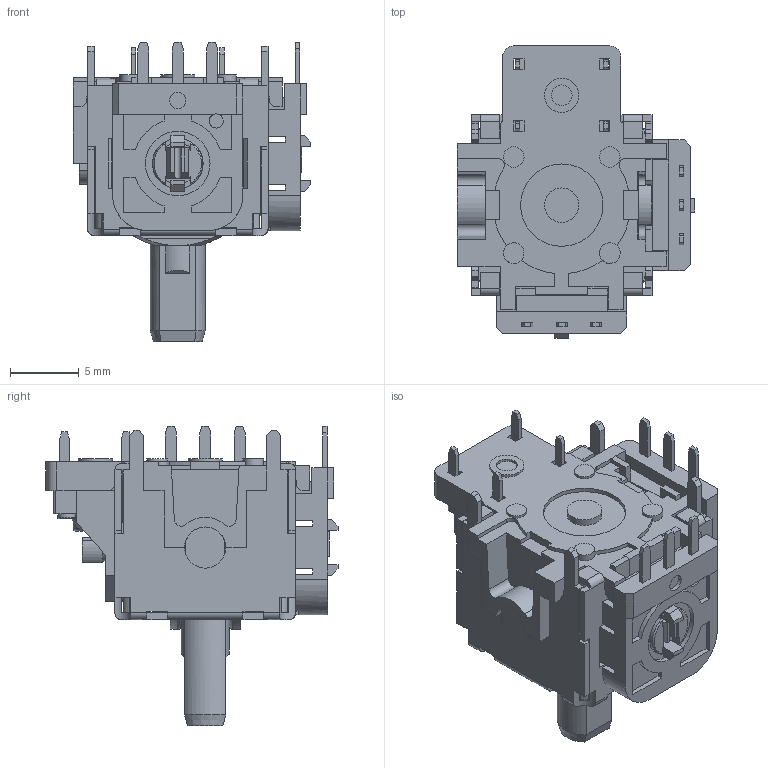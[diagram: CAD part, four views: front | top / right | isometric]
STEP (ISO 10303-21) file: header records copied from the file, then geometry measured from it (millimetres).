
FILE_DESCRIPTION(/* description */ ('STEP AP214'),/* implementation_level */ '2;1');
FILE_NAME(/* name */ 'THB001P',/* time_stamp */ '2023-08-03T20:51:40+02:00',/* author */ ('License CC BY-ND 4.0'),/* organization */ ('CADENAS'),/* preprocessor_version */ 'ST-DEVELOPER v19.3',/* originating_system */ 'PARTsolutions',/* authorisation */ ' ');
FILE_SCHEMA (('AUTOMOTIVE_DESIGN {1 0 10303 214 3 1 1}'));
Length unit declared in the file: millimetre
Products named in the file (9): THB001P; THB001P_PART8; THB001P_PART7; THB001P_PART6; THB001P_PART5; THB001P_PART4; THB001P_PART3; THB001P_PART2; THB001P_PART1
Assembly tree (8 placements, depth 2):
  THB001P
    THB001P_PART8
    THB001P_PART7
    THB001P_PART6
    THB001P_PART5
    THB001P_PART4
    THB001P_PART3
    THB001P_PART2
    THB001P_PART1
Bounding box: 17.27 x 21.27 x 21.85 mm (x, y, z)
Volume: 2132.9 mm3; surface area: 3416.4 mm2
Topology: 8 solids, 8 shells, 1109 faces, 3301 edges, 2149 vertices
Faces by surface type: plane 857, cylinder 181, bspline 28, torus 20, cone 17, sphere 6
Full cylindrical faces by diameter (mm): 0.75 x4, 0.8 x4, 1 x12, 1.03 x2, 1.2 x2, 1.3 x4, 1.5 x5, 2.5 x2, 3.4 x1, 3.7 x2, 4.7 x2, 6 x1, 10.4 x1
Entity records: 37741 total; most frequent: CARTESIAN_POINT 8033, ORIENTED_EDGE 6400, DIRECTION 5797, EDGE_CURVE 3200, LINE 2505, VECTOR 2505, VERTEX_POINT 2110, AXIS2_PLACEMENT_3D 1646
